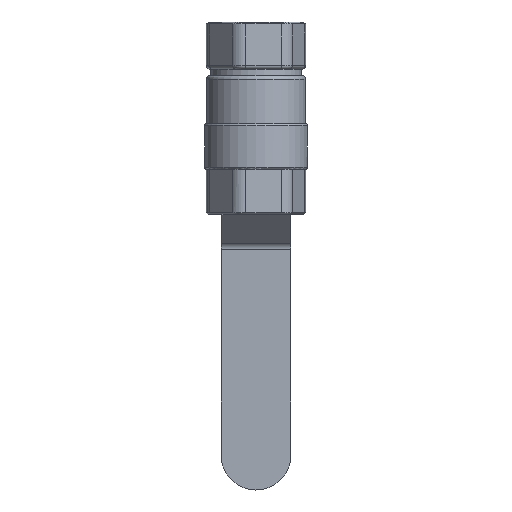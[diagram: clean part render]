
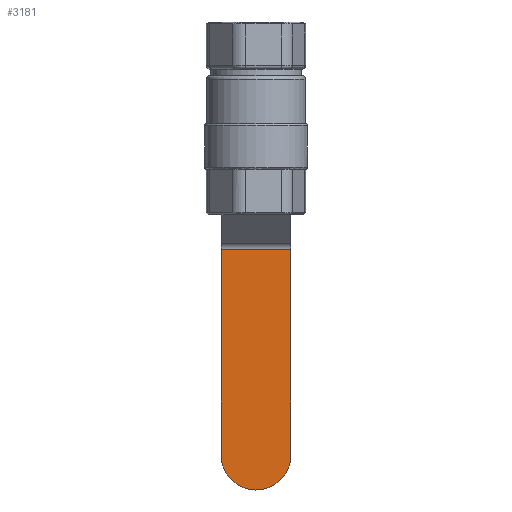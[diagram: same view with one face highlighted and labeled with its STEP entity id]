
A CAD part, top view. The second image highlights one B-rep face of the part: STEP entity #3181.
In plain terms, the highlighted planar face has unit normal (0, 0, 1).
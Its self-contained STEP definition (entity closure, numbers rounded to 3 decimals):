
#202=PLANE('',#3526);
#402=FACE_OUTER_BOUND('',#611,.T.);
#611=EDGE_LOOP('',(#2618,#2619,#2620,#2621));
#853=LINE('',#5421,#1074);
#854=LINE('',#5423,#1075);
#855=LINE('',#5424,#1076);
#1074=VECTOR('',#4301,10.);
#1075=VECTOR('',#4302,10.);
#1076=VECTOR('',#4303,10.);
#1250=CIRCLE('',#3527,10.);
#1490=VERTEX_POINT('',#5417);
#1491=VERTEX_POINT('',#5418);
#1492=VERTEX_POINT('',#5420);
#1493=VERTEX_POINT('',#5422);
#1884=EDGE_CURVE('',#1490,#1491,#1250,.T.);
#1885=EDGE_CURVE('',#1490,#1492,#853,.T.);
#1886=EDGE_CURVE('',#1492,#1493,#854,.T.);
#1887=EDGE_CURVE('',#1493,#1491,#855,.T.);
#2618=ORIENTED_EDGE('',*,*,#1884,.F.);
#2619=ORIENTED_EDGE('',*,*,#1885,.T.);
#2620=ORIENTED_EDGE('',*,*,#1886,.T.);
#2621=ORIENTED_EDGE('',*,*,#1887,.T.);
#3181=ADVANCED_FACE('',(#402),#202,.F.);
#3526=AXIS2_PLACEMENT_3D('',#5416,#4297,#4298);
#3527=AXIS2_PLACEMENT_3D('',#5419,#4299,#4300);
#4297=DIRECTION('center_axis',(0.,0.,-1.));
#4298=DIRECTION('ref_axis',(-1.,0.,0.));
#4299=DIRECTION('center_axis',(0.,0.,-1.));
#4300=DIRECTION('ref_axis',(0.707,-0.707,0.));
#4301=DIRECTION('',(-1.,0.,0.));
#4302=DIRECTION('',(0.,-1.,0.));
#4303=DIRECTION('',(1.,0.,0.));
#5416=CARTESIAN_POINT('Origin',(116.971,0.,-16.971));
#5417=CARTESIAN_POINT('',(106.971,10.,-16.971));
#5418=CARTESIAN_POINT('',(106.971,-10.,-16.971));
#5419=CARTESIAN_POINT('Origin',(106.971,0.,-16.971));
#5420=CARTESIAN_POINT('',(48.006,10.,-16.971));
#5421=CARTESIAN_POINT('',(46.971,10.,-16.971));
#5422=CARTESIAN_POINT('',(48.006,-10.,-16.971));
#5423=CARTESIAN_POINT('',(48.006,0.,-16.971));
#5424=CARTESIAN_POINT('',(46.971,-10.,-16.971));
